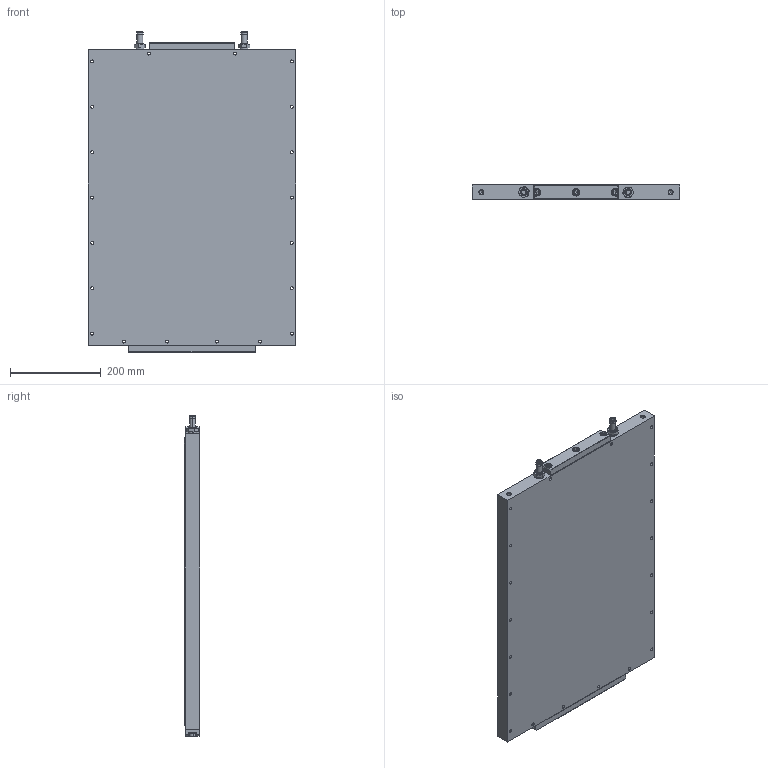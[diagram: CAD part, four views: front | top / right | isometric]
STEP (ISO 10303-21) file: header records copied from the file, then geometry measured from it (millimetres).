
FILE_DESCRIPTION (( 'STEP AP214' ), '1' );
FILE_NAME ('06H6TFW-0600.STEP', '2010-12-08T14:22:03', ( 'KEB' ), ( 'Karl E. Brinkmann GmbH' ), 'SwSTEP 2.0', 'SolidWorks 2007', '' );
FILE_SCHEMA (( 'AUTOMOTIVE_DESIGN' ));
Length unit declared in the file: millimetre
Products named in the file (8): 06H6TFW-0600; Leiste-kurz_Standard; Scheibe_M 8; Leiste_Standard; Zyl. Schraube_M 8 x 25; Dichtung 600er_Einbaulage; Verschraubung_Standard; K黨lk鰎per 600mm_Standard
Assembly tree (20 placements, depth 2):
  06H6TFW-0600
    Scheibe_M 8  x7
    K黨lk鰎per 600mm_Standard
    Zyl. Schraube_M 8 x 25  x7
    Dichtung 600er_Einbaulage
    Leiste-kurz_Standard
    Leiste_Standard
    Verschraubung_Standard  x2
Bounding box: 457 x 34 x 709.6 mm (x, y, z)
Volume: 9747392.8 mm3; surface area: 816069.2 mm2
Topology: 22 solids, 22 shells, 918 faces, 2014 edges, 1141 vertices
Faces by surface type: cylinder 298, plane 250, cone 246, torus 124
Entity records: 20464 total; most frequent: DIRECTION 3431, CARTESIAN_POINT 2994, ORIENTED_EDGE 2832, EDGE_CURVE 1416, AXIS2_PLACEMENT_3D 1369, VERTEX_POINT 828, EDGE_LOOP 744, CIRCLE 703
